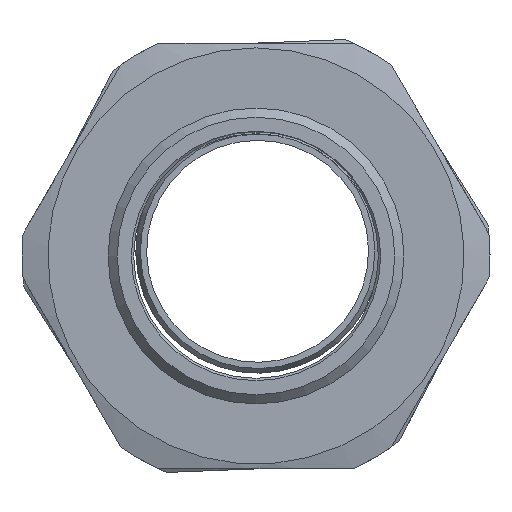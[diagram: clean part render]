
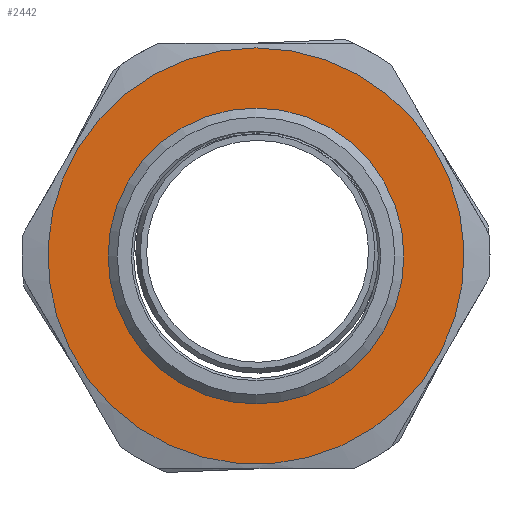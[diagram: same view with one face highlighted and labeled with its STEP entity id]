
A CAD part, left-side view. The second image highlights one B-rep face of the part: STEP entity #2442.
In plain terms, the highlighted planar face has unit normal (-1, 0, 0).
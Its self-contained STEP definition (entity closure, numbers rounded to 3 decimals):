
#7 = VERTEX_POINT ( 'NONE', #2015 ) ;
#83 = ORIENTED_EDGE ( 'NONE', *, *, #1915, .T. ) ;
#215 = VERTEX_POINT ( 'NONE', #2202 ) ;
#469 = EDGE_LOOP ( 'NONE', ( #83 ) ) ;
#604 = FACE_BOUND ( 'NONE', #822, .T. ) ;
#654 = DIRECTION ( 'NONE',  ( 0., 0., 1. ) ) ;
#656 = DIRECTION ( 'NONE',  ( -1., 0., 0. ) ) ;
#659 = CARTESIAN_POINT ( 'NONE',  ( 15., 0., 0. ) ) ;
#709 = FACE_OUTER_BOUND ( 'NONE', #469, .T. ) ;
#737 = AXIS2_PLACEMENT_3D ( 'NONE', #2120, #2085, #2512 ) ;
#822 = EDGE_LOOP ( 'NONE', ( #1460 ) ) ;
#833 = DIRECTION ( 'NONE',  ( 0., 0., -1. ) ) ;
#835 = DIRECTION ( 'NONE',  ( 1., 0., 0. ) ) ;
#926 = PLANE ( 'NONE',  #1749 ) ;
#952 = EDGE_CURVE ( 'NONE', #215, #215, #2600, .T. ) ;
#974 = CARTESIAN_POINT ( 'NONE',  ( 15., 16., 0. ) ) ;
#1272 = CIRCLE ( 'NONE', #2348, 22.5 ) ;
#1460 = ORIENTED_EDGE ( 'NONE', *, *, #952, .F. ) ;
#1749 = AXIS2_PLACEMENT_3D ( 'NONE', #974, #835, #833 ) ;
#1915 = EDGE_CURVE ( 'NONE', #7, #7, #1272, .T. ) ;
#2015 = CARTESIAN_POINT ( 'NONE',  ( 15., 0., 22.5 ) ) ;
#2085 = DIRECTION ( 'NONE',  ( -1., 0., 0. ) ) ;
#2120 = CARTESIAN_POINT ( 'NONE',  ( 15., 0., 0. ) ) ;
#2202 = CARTESIAN_POINT ( 'NONE',  ( 15., 0., 16. ) ) ;
#2348 = AXIS2_PLACEMENT_3D ( 'NONE', #659, #656, #654 ) ;
#2442 = ADVANCED_FACE ( 'NONE', ( #604, #709 ), #926, .F. ) ;
#2512 = DIRECTION ( 'NONE',  ( 0., 0., 1. ) ) ;
#2600 = CIRCLE ( 'NONE', #737, 16. ) ;
